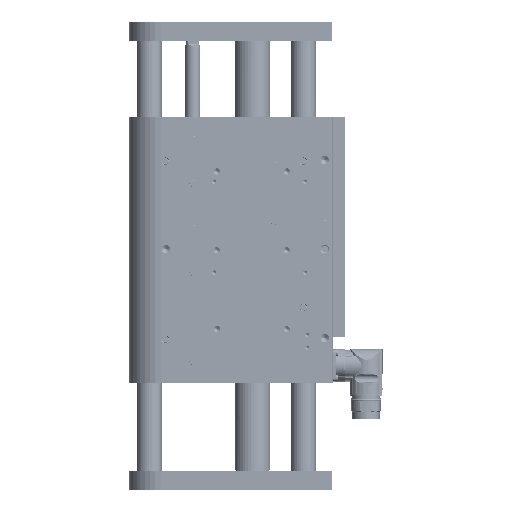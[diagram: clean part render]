
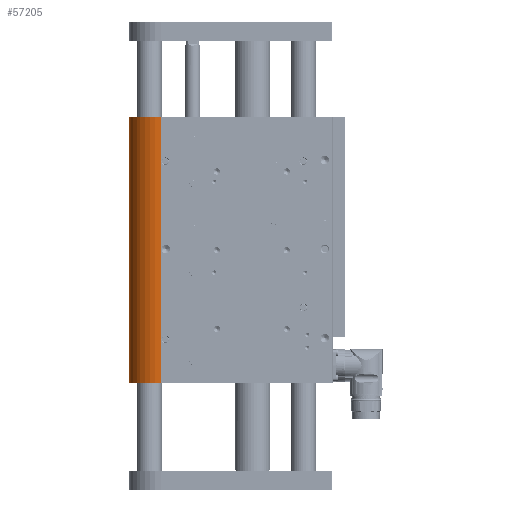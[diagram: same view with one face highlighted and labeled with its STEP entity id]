
A CAD part, left-side view. The second image highlights one B-rep face of the part: STEP entity #57205.
In plain terms, the highlighted cylindrical face has radius 25 mm (diameter 50 mm), a partial arc.
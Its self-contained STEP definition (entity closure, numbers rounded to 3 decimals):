
#6394 = VERTEX_POINT ( 'NONE', #32248 ) ;
#14580 = CARTESIAN_POINT ( 'NONE',  ( 25., 72., 209. ) ) ;
#14917 = FACE_OUTER_BOUND ( 'NONE', #129331, .T. ) ;
#15420 = LINE ( 'NONE', #106261, #28816 ) ;
#20374 = DIRECTION ( 'NONE',  ( 1., 0., 0. ) ) ;
#23016 = AXIS2_PLACEMENT_3D ( 'NONE', #120367, #54745, #107446 ) ;
#28816 = VECTOR ( 'NONE', #93365, 1000. ) ;
#31215 = EDGE_CURVE ( 'NONE', #145006, #142106, #128525, .T. ) ;
#31556 = CARTESIAN_POINT ( 'NONE',  ( 0., 72., 0. ) ) ;
#31702 = DIRECTION ( 'NONE',  ( 0., 0., 1. ) ) ;
#32248 = CARTESIAN_POINT ( 'NONE',  ( 25., 72., 0. ) ) ;
#33796 = VERTEX_POINT ( 'NONE', #14580 ) ;
#34104 = DIRECTION ( 'NONE',  ( 0., 0., 1. ) ) ;
#46262 = EDGE_CURVE ( 'NONE', #33796, #6394, #15420, .T. ) ;
#47348 = AXIS2_PLACEMENT_3D ( 'NONE', #31556, #34104, #60110 ) ;
#52007 = AXIS2_PLACEMENT_3D ( 'NONE', #97503, #31702, #20374 ) ;
#54745 = DIRECTION ( 'NONE',  ( 0., 0., -1. ) ) ;
#57205 = ADVANCED_FACE ( 'NONE', ( #14917 ), #67739, .T. ) ;
#60110 = DIRECTION ( 'NONE',  ( 1., 0., 0. ) ) ;
#67739 = CYLINDRICAL_SURFACE ( 'NONE', #23016, 25. ) ;
#70530 = EDGE_CURVE ( 'NONE', #33796, #145006, #123590, .T. ) ;
#71501 = ORIENTED_EDGE ( 'NONE', *, *, #46262, .T. ) ;
#81068 = EDGE_CURVE ( 'NONE', #6394, #142106, #146743, .T. ) ;
#93365 = DIRECTION ( 'NONE',  ( 0., 0., -1. ) ) ;
#97503 = CARTESIAN_POINT ( 'NONE',  ( 0., 72., 209. ) ) ;
#97664 = ORIENTED_EDGE ( 'NONE', *, *, #81068, .T. ) ;
#103131 = CARTESIAN_POINT ( 'NONE',  ( -25., 72., 0. ) ) ;
#106261 = CARTESIAN_POINT ( 'NONE',  ( 25., 72., 209. ) ) ;
#107446 = DIRECTION ( 'NONE',  ( -1., 0., 0. ) ) ;
#107815 = CARTESIAN_POINT ( 'NONE',  ( -25., 72., 209. ) ) ;
#120367 = CARTESIAN_POINT ( 'NONE',  ( 0., 72., 209. ) ) ;
#123590 = CIRCLE ( 'NONE', #52007, 25. ) ;
#126222 = VECTOR ( 'NONE', #129404, 1000. ) ;
#128525 = LINE ( 'NONE', #167490, #126222 ) ;
#129331 = EDGE_LOOP ( 'NONE', ( #97664, #133063, #135134, #71501 ) ) ;
#129404 = DIRECTION ( 'NONE',  ( 0., 0., -1. ) ) ;
#133063 = ORIENTED_EDGE ( 'NONE', *, *, #31215, .F. ) ;
#135134 = ORIENTED_EDGE ( 'NONE', *, *, #70530, .F. ) ;
#142106 = VERTEX_POINT ( 'NONE', #103131 ) ;
#145006 = VERTEX_POINT ( 'NONE', #107815 ) ;
#146743 = CIRCLE ( 'NONE', #47348, 25. ) ;
#167490 = CARTESIAN_POINT ( 'NONE',  ( -25., 72., 209. ) ) ;
